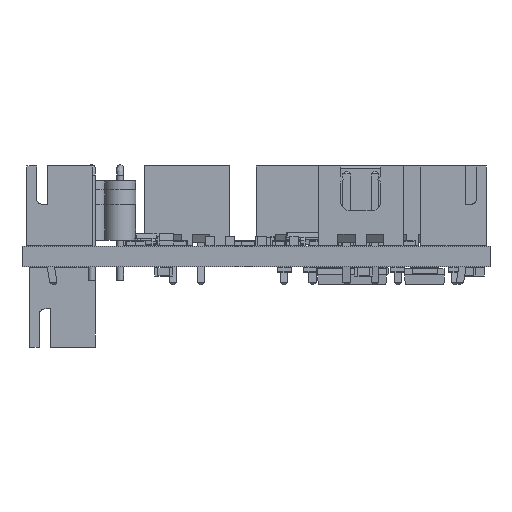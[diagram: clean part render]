
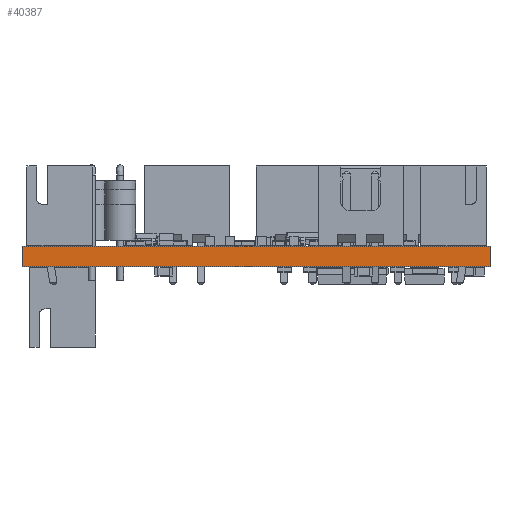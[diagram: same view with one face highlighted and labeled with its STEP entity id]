
A CAD part, left-side view. The second image highlights one B-rep face of the part: STEP entity #40387.
In plain terms, the highlighted planar face has unit normal (-1, 0, 0).
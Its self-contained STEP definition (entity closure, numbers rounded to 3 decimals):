
#40387 = ADVANCED_FACE('',(#40388),#40402,.T.);
#40388 = FACE_BOUND('',#40389,.T.);
#40389 = EDGE_LOOP('',(#40390,#40425,#40453,#40481));
#40390 = ORIENTED_EDGE('',*,*,#40391,.T.);
#40391 = EDGE_CURVE('',#40392,#40394,#40396,.T.);
#40392 = VERTEX_POINT('',#40393);
#40393 = CARTESIAN_POINT('',(-20.,-20.5,0.));
#40394 = VERTEX_POINT('',#40395);
#40395 = CARTESIAN_POINT('',(-20.,-20.5,1.77));
#40396 = SURFACE_CURVE('',#40397,(#40401,#40413),.PCURVE_S1.);
#40397 = LINE('',#40398,#40399);
#40398 = CARTESIAN_POINT('',(-20.,-20.5,0.));
#40399 = VECTOR('',#40400,1.);
#40400 = DIRECTION('',(0.,0.,1.));
#40401 = PCURVE('',#40402,#40407);
#40402 = PLANE('',#40403);
#40403 = AXIS2_PLACEMENT_3D('',#40404,#40405,#40406);
#40404 = CARTESIAN_POINT('',(-20.,-20.5,0.));
#40405 = DIRECTION('',(-1.,0.,0.));
#40406 = DIRECTION('',(0.,1.,0.));
#40407 = DEFINITIONAL_REPRESENTATION('',(#40408),#40412);
#40408 = LINE('',#40409,#40410);
#40409 = CARTESIAN_POINT('',(0.,0.));
#40410 = VECTOR('',#40411,1.);
#40411 = DIRECTION('',(0.,-1.));
#40412 = ( GEOMETRIC_REPRESENTATION_CONTEXT(2) 
PARAMETRIC_REPRESENTATION_CONTEXT() REPRESENTATION_CONTEXT('2D SPACE',''
  ) );
#40413 = PCURVE('',#40414,#40419);
#40414 = PLANE('',#40415);
#40415 = AXIS2_PLACEMENT_3D('',#40416,#40417,#40418);
#40416 = CARTESIAN_POINT('',(20.,-20.5,0.));
#40417 = DIRECTION('',(0.,-1.,0.));
#40418 = DIRECTION('',(-1.,0.,0.));
#40419 = DEFINITIONAL_REPRESENTATION('',(#40420),#40424);
#40420 = LINE('',#40421,#40422);
#40421 = CARTESIAN_POINT('',(40.,0.));
#40422 = VECTOR('',#40423,1.);
#40423 = DIRECTION('',(0.,-1.));
#40424 = ( GEOMETRIC_REPRESENTATION_CONTEXT(2) 
PARAMETRIC_REPRESENTATION_CONTEXT() REPRESENTATION_CONTEXT('2D SPACE',''
  ) );
#40425 = ORIENTED_EDGE('',*,*,#40426,.T.);
#40426 = EDGE_CURVE('',#40394,#40427,#40429,.T.);
#40427 = VERTEX_POINT('',#40428);
#40428 = CARTESIAN_POINT('',(-20.,20.5,1.77));
#40429 = SURFACE_CURVE('',#40430,(#40434,#40441),.PCURVE_S1.);
#40430 = LINE('',#40431,#40432);
#40431 = CARTESIAN_POINT('',(-20.,-20.5,1.77));
#40432 = VECTOR('',#40433,1.);
#40433 = DIRECTION('',(0.,1.,0.));
#40434 = PCURVE('',#40402,#40435);
#40435 = DEFINITIONAL_REPRESENTATION('',(#40436),#40440);
#40436 = LINE('',#40437,#40438);
#40437 = CARTESIAN_POINT('',(0.,-1.77));
#40438 = VECTOR('',#40439,1.);
#40439 = DIRECTION('',(1.,0.));
#40440 = ( GEOMETRIC_REPRESENTATION_CONTEXT(2) 
PARAMETRIC_REPRESENTATION_CONTEXT() REPRESENTATION_CONTEXT('2D SPACE',''
  ) );
#40441 = PCURVE('',#40442,#40447);
#40442 = PLANE('',#40443);
#40443 = AXIS2_PLACEMENT_3D('',#40444,#40445,#40446);
#40444 = CARTESIAN_POINT('',(0.,0.,1.77));
#40445 = DIRECTION('',(-0.,-0.,-1.));
#40446 = DIRECTION('',(-1.,0.,0.));
#40447 = DEFINITIONAL_REPRESENTATION('',(#40448),#40452);
#40448 = LINE('',#40449,#40450);
#40449 = CARTESIAN_POINT('',(20.,-20.5));
#40450 = VECTOR('',#40451,1.);
#40451 = DIRECTION('',(0.,1.));
#40452 = ( GEOMETRIC_REPRESENTATION_CONTEXT(2) 
PARAMETRIC_REPRESENTATION_CONTEXT() REPRESENTATION_CONTEXT('2D SPACE',''
  ) );
#40453 = ORIENTED_EDGE('',*,*,#40454,.F.);
#40454 = EDGE_CURVE('',#40455,#40427,#40457,.T.);
#40455 = VERTEX_POINT('',#40456);
#40456 = CARTESIAN_POINT('',(-20.,20.5,0.));
#40457 = SURFACE_CURVE('',#40458,(#40462,#40469),.PCURVE_S1.);
#40458 = LINE('',#40459,#40460);
#40459 = CARTESIAN_POINT('',(-20.,20.5,0.));
#40460 = VECTOR('',#40461,1.);
#40461 = DIRECTION('',(0.,0.,1.));
#40462 = PCURVE('',#40402,#40463);
#40463 = DEFINITIONAL_REPRESENTATION('',(#40464),#40468);
#40464 = LINE('',#40465,#40466);
#40465 = CARTESIAN_POINT('',(41.,0.));
#40466 = VECTOR('',#40467,1.);
#40467 = DIRECTION('',(0.,-1.));
#40468 = ( GEOMETRIC_REPRESENTATION_CONTEXT(2) 
PARAMETRIC_REPRESENTATION_CONTEXT() REPRESENTATION_CONTEXT('2D SPACE',''
  ) );
#40469 = PCURVE('',#40470,#40475);
#40470 = PLANE('',#40471);
#40471 = AXIS2_PLACEMENT_3D('',#40472,#40473,#40474);
#40472 = CARTESIAN_POINT('',(-20.,20.5,0.));
#40473 = DIRECTION('',(0.,1.,0.));
#40474 = DIRECTION('',(1.,0.,0.));
#40475 = DEFINITIONAL_REPRESENTATION('',(#40476),#40480);
#40476 = LINE('',#40477,#40478);
#40477 = CARTESIAN_POINT('',(0.,0.));
#40478 = VECTOR('',#40479,1.);
#40479 = DIRECTION('',(0.,-1.));
#40480 = ( GEOMETRIC_REPRESENTATION_CONTEXT(2) 
PARAMETRIC_REPRESENTATION_CONTEXT() REPRESENTATION_CONTEXT('2D SPACE',''
  ) );
#40481 = ORIENTED_EDGE('',*,*,#40482,.F.);
#40482 = EDGE_CURVE('',#40392,#40455,#40483,.T.);
#40483 = SURFACE_CURVE('',#40484,(#40488,#40495),.PCURVE_S1.);
#40484 = LINE('',#40485,#40486);
#40485 = CARTESIAN_POINT('',(-20.,-20.5,0.));
#40486 = VECTOR('',#40487,1.);
#40487 = DIRECTION('',(0.,1.,0.));
#40488 = PCURVE('',#40402,#40489);
#40489 = DEFINITIONAL_REPRESENTATION('',(#40490),#40494);
#40490 = LINE('',#40491,#40492);
#40491 = CARTESIAN_POINT('',(0.,0.));
#40492 = VECTOR('',#40493,1.);
#40493 = DIRECTION('',(1.,0.));
#40494 = ( GEOMETRIC_REPRESENTATION_CONTEXT(2) 
PARAMETRIC_REPRESENTATION_CONTEXT() REPRESENTATION_CONTEXT('2D SPACE',''
  ) );
#40495 = PCURVE('',#40496,#40501);
#40496 = PLANE('',#40497);
#40497 = AXIS2_PLACEMENT_3D('',#40498,#40499,#40500);
#40498 = CARTESIAN_POINT('',(0.,0.,0.));
#40499 = DIRECTION('',(-0.,-0.,-1.));
#40500 = DIRECTION('',(-1.,0.,0.));
#40501 = DEFINITIONAL_REPRESENTATION('',(#40502),#40506);
#40502 = LINE('',#40503,#40504);
#40503 = CARTESIAN_POINT('',(20.,-20.5));
#40504 = VECTOR('',#40505,1.);
#40505 = DIRECTION('',(0.,1.));
#40506 = ( GEOMETRIC_REPRESENTATION_CONTEXT(2) 
PARAMETRIC_REPRESENTATION_CONTEXT() REPRESENTATION_CONTEXT('2D SPACE',''
  ) );
